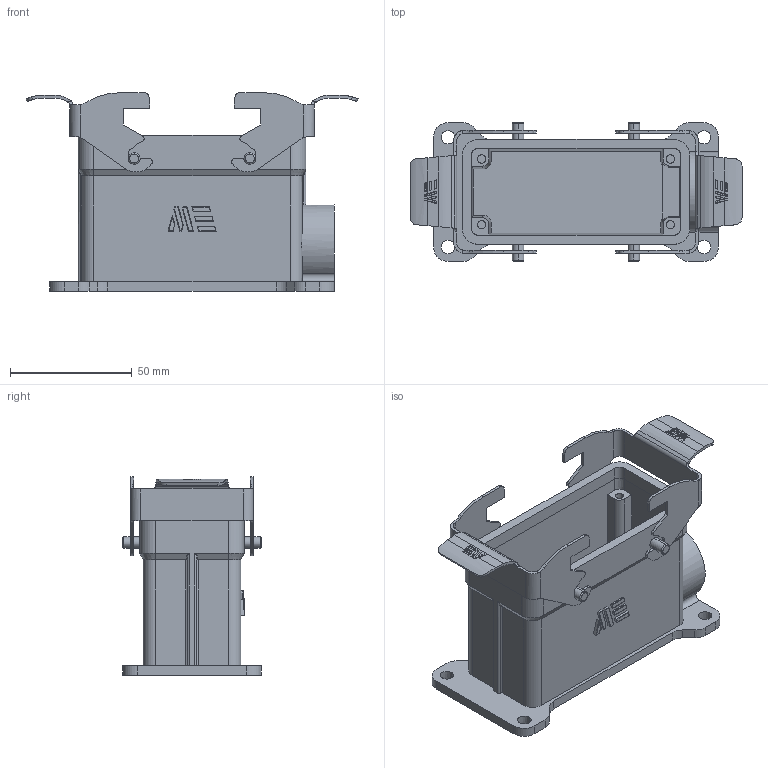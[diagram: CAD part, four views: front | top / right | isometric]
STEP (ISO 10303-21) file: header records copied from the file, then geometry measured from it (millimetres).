
FILE_DESCRIPTION (( 'STEP AP203' ), '1' );
FILE_NAME ('290562905S.step', '2025-02-12T17:50:02', ( '' ), ( '' ), 'SwSTEP 2.0', 'SolidWorks 2024', '' );
FILE_SCHEMA (( 'CONFIG_CONTROL_DESIGN' ));
Length unit declared in the file: inch
Products named in the file (1): 290562905S
Bounding box: 136.3 x 57 x 81.5 mm (x, y, z)
Volume: 77796.8 mm3; surface area: 56662.3 mm2
Topology: 1 solids, 1 shells, 510 faces, 1376 edges, 893 vertices
Faces by surface type: cylinder 229, plane 211, cone 42, bspline 28
Entity records: 17917 total; most frequent: CARTESIAN_POINT 5369, ORIENTED_EDGE 2752, DIRECTION 2437, EDGE_CURVE 1376, VERTEX_POINT 893, AXIS2_PLACEMENT_3D 825, LINE 787, VECTOR 787
